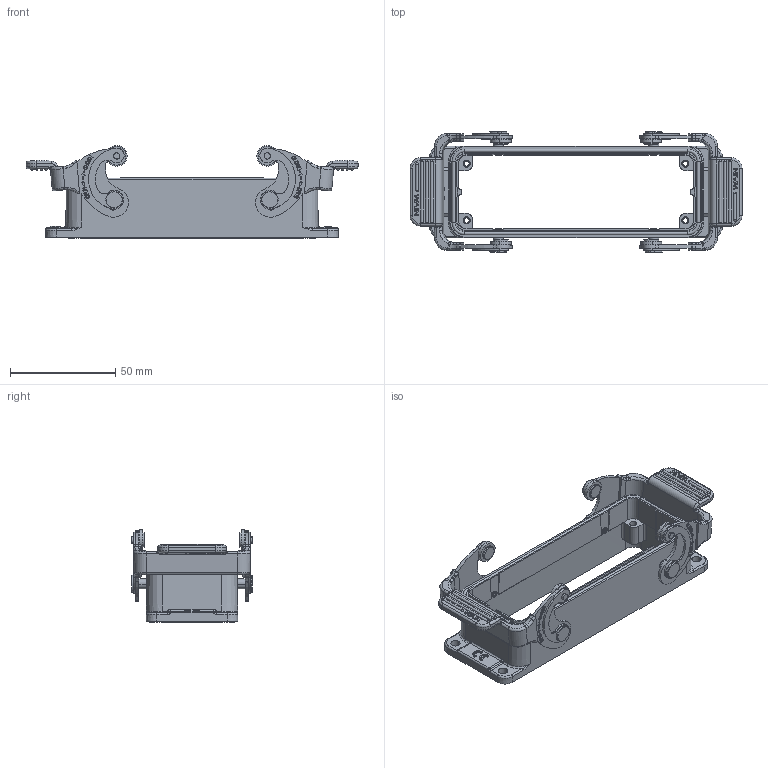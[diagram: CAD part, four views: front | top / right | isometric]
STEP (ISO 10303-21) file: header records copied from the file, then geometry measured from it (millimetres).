
FILE_DESCRIPTION((''),'2;1');
FILE_NAME('3D_1116243411501_EMC1_H24B-BK-2','2024-01-19T',('yp.zhu'),(''),'PRO/ENGINEER BY PARAMETRIC TECHNOLOGY CORPORATION, 2012480','PRO/ENGINEER BY PARAMETRIC TECHNOLOGY CORPORATION, 2012480','');
FILE_SCHEMA(('CONFIG_CONTROL_DESIGN'));
Products named in the file (1): 3D_1116243411501_EMC1_H24B-BK-2
Bounding box: 157.8 x 57.5 x 44.05 mm (x, y, z)
Volume: 52189.5 mm3; surface area: 37555.7 mm2
Topology: 1 solids, 1 shells, 1505 faces, 4165 edges, 2800 vertices
Faces by surface type: plane 752, cylinder 315, extrusion 164, bspline 84, cone 78, torus 72, sphere 40
Entity records: 54159 total; most frequent: CARTESIAN_POINT 15997, ORIENTED_EDGE 8300, DIRECTION 7312, EDGE_CURVE 4150, VERTEX_POINT 2800, VECTOR 2446, AXIS2_PLACEMENT_3D 2433, LINE 2282
